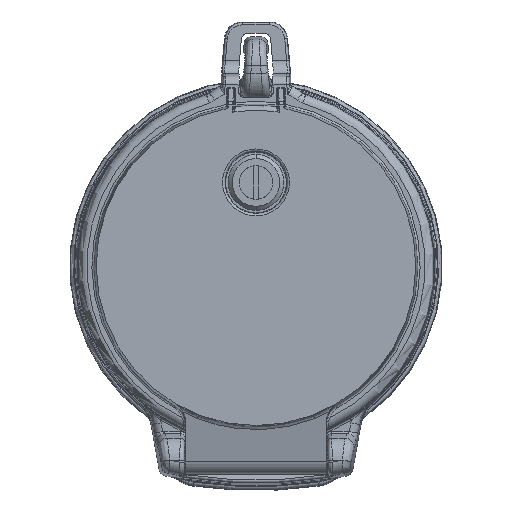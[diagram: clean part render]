
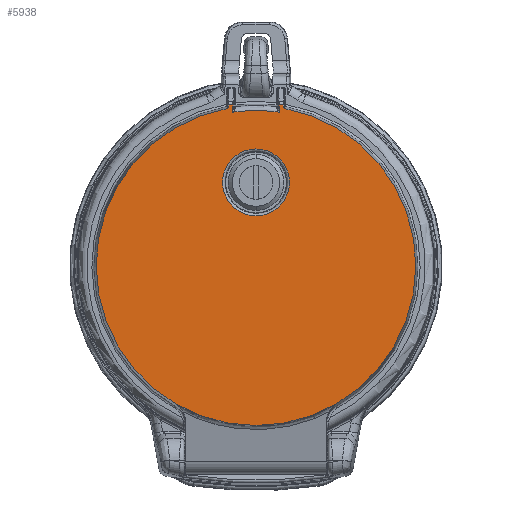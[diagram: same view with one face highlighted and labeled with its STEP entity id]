
A CAD part, top view. The second image highlights one B-rep face of the part: STEP entity #5938.
In plain terms, the highlighted planar face has unit normal (0, 0, 1).
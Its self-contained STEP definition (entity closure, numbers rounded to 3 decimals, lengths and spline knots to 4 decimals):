
#5938=ADVANCED_FACE('',(#9065,#9066),#7455,.T.);
#7455=PLANE('',#43977);
#8538=B_SPLINE_CURVE_WITH_KNOTS('',3,(#84725,#84726,#84727,#84728,#84729,
#84730,#84731,#84732,#84733,#84734,#84735,#84736,#84737,#84738,#84739,#84740),
 .UNSPECIFIED.,.F.,.F.,(4,3,3,3,3,4),(0.,0.0052,0.0799,
0.5099,0.754,1.),.UNSPECIFIED.);
#8539=B_SPLINE_CURVE_WITH_KNOTS('',3,(#84742,#84743,#84744,#84745,#84746,
#84747,#84748,#84749,#84750,#84751,#84752,#84753,#84754,#84755,#84756,#84757),
 .UNSPECIFIED.,.F.,.F.,(4,3,3,3,3,4),(0.,0.246,0.4901,
0.9201,0.9948,1.),.UNSPECIFIED.);
#9065=FACE_BOUND('',#10647,.T.);
#9066=FACE_BOUND('',#10648,.T.);
#10647=EDGE_LOOP('',(#26247,#26248,#26249,#26250,#26251,#26252,#26253,#26254,
#26255,#26256));
#10648=EDGE_LOOP('',(#26257));
#13694=LINE('',#84759,#17299);
#13695=LINE('',#84761,#17300);
#13696=LINE('',#84763,#17301);
#13697=LINE('',#84767,#17302);
#13698=LINE('',#84769,#17303);
#13699=LINE('',#84771,#17304);
#17299=VECTOR('',#51236,1.);
#17300=VECTOR('',#51237,1.);
#17301=VECTOR('',#51238,1.);
#17302=VECTOR('',#51241,1.);
#17303=VECTOR('',#51242,1.);
#17304=VECTOR('',#51243,1.);
#26247=ORIENTED_EDGE('',*,*,#38764,.T.);
#26248=ORIENTED_EDGE('',*,*,#38467,.F.);
#26249=ORIENTED_EDGE('',*,*,#38765,.T.);
#26250=ORIENTED_EDGE('',*,*,#38766,.T.);
#26251=ORIENTED_EDGE('',*,*,#38767,.T.);
#26252=ORIENTED_EDGE('',*,*,#38768,.T.);
#26253=ORIENTED_EDGE('',*,*,#38769,.T.);
#26254=ORIENTED_EDGE('',*,*,#38770,.T.);
#26255=ORIENTED_EDGE('',*,*,#38771,.T.);
#26256=ORIENTED_EDGE('',*,*,#38772,.T.);
#26257=ORIENTED_EDGE('',*,*,#38773,.T.);
#33304=VERTEX_POINT('',#83042);
#33305=VERTEX_POINT('',#83043);
#33492=VERTEX_POINT('',#84741);
#33493=VERTEX_POINT('',#84758);
#33494=VERTEX_POINT('',#84760);
#33495=VERTEX_POINT('',#84762);
#33496=VERTEX_POINT('',#84764);
#33497=VERTEX_POINT('',#84766);
#33498=VERTEX_POINT('',#84768);
#33499=VERTEX_POINT('',#84770);
#33500=VERTEX_POINT('',#84773);
#38467=EDGE_CURVE('',#33304,#33305,#41556,.T.);
#38764=EDGE_CURVE('',#33492,#33305,#8538,.T.);
#38765=EDGE_CURVE('',#33304,#33493,#8539,.T.);
#38766=EDGE_CURVE('',#33493,#33494,#13694,.T.);
#38767=EDGE_CURVE('',#33494,#33495,#13695,.T.);
#38768=EDGE_CURVE('',#33495,#33496,#13696,.T.);
#38769=EDGE_CURVE('',#33496,#33497,#41640,.T.);
#38770=EDGE_CURVE('',#33497,#33498,#13697,.T.);
#38771=EDGE_CURVE('',#33498,#33499,#13698,.T.);
#38772=EDGE_CURVE('',#33499,#33492,#13699,.T.);
#38773=EDGE_CURVE('',#33500,#33500,#41641,.T.);
#41556=CIRCLE('',#43780,2.25);
#41640=CIRCLE('',#43975,2.1859);
#41641=CIRCLE('',#43976,0.471);
#43780=AXIS2_PLACEMENT_3D('',#83041,#50755,#50756);
#43975=AXIS2_PLACEMENT_3D('',#84765,#51239,#51240);
#43976=AXIS2_PLACEMENT_3D('',#84772,#51244,#51245);
#43977=AXIS2_PLACEMENT_3D('',#84774,#51246,#51247);
#50755=DIRECTION('',(0.,0.,-1.));
#50756=DIRECTION('',(1.,0.,0.));
#51236=DIRECTION('',(0.,1.,0.));
#51237=DIRECTION('',(-1.,0.,0.));
#51238=DIRECTION('',(0.,-1.,0.));
#51239=DIRECTION('',(0.,0.,1.));
#51240=DIRECTION('',(1.,0.,0.));
#51241=DIRECTION('',(0.,1.,0.));
#51242=DIRECTION('',(-1.,0.,0.));
#51243=DIRECTION('',(0.,-1.,0.));
#51244=DIRECTION('',(0.,0.,-1.));
#51245=DIRECTION('',(1.,0.,0.));
#51246=DIRECTION('',(0.,0.,1.));
#51247=DIRECTION('',(1.,0.,0.));
#83041=CARTESIAN_POINT('',(0.,0.,0.5975));
#83042=CARTESIAN_POINT('',(0.4069,2.2129,0.5975));
#83043=CARTESIAN_POINT('',(-0.4069,2.2129,0.5975));
#84725=CARTESIAN_POINT('',(-0.3829,2.2358,0.5975));
#84726=CARTESIAN_POINT('',(-0.383,2.2357,0.5975));
#84727=CARTESIAN_POINT('',(-0.383,2.2357,0.5975));
#84728=CARTESIAN_POINT('',(-0.383,2.2356,0.5975));
#84729=CARTESIAN_POINT('',(-0.3834,2.2348,0.5975));
#84730=CARTESIAN_POINT('',(-0.3838,2.2341,0.5975));
#84731=CARTESIAN_POINT('',(-0.3842,2.2333,0.5975));
#84732=CARTESIAN_POINT('',(-0.3865,2.229,0.5975));
#84733=CARTESIAN_POINT('',(-0.3891,2.2246,0.5975));
#84734=CARTESIAN_POINT('',(-0.3925,2.2211,0.5975));
#84735=CARTESIAN_POINT('',(-0.3944,2.2191,0.5975));
#84736=CARTESIAN_POINT('',(-0.3966,2.2172,0.5975));
#84737=CARTESIAN_POINT('',(-0.399,2.2158,0.5975));
#84738=CARTESIAN_POINT('',(-0.4015,2.2144,0.5975));
#84739=CARTESIAN_POINT('',(-0.4042,2.2134,0.5975));
#84740=CARTESIAN_POINT('',(-0.4069,2.2129,0.5975));
#84741=CARTESIAN_POINT('',(-0.3829,2.2358,0.5975));
#84742=CARTESIAN_POINT('',(0.4069,2.2129,0.5975));
#84743=CARTESIAN_POINT('',(0.4042,2.2134,0.5975));
#84744=CARTESIAN_POINT('',(0.4015,2.2144,0.5975));
#84745=CARTESIAN_POINT('',(0.399,2.2158,0.5975));
#84746=CARTESIAN_POINT('',(0.3966,2.2172,0.5975));
#84747=CARTESIAN_POINT('',(0.3944,2.2191,0.5975));
#84748=CARTESIAN_POINT('',(0.3925,2.2211,0.5975));
#84749=CARTESIAN_POINT('',(0.3891,2.2246,0.5975));
#84750=CARTESIAN_POINT('',(0.3865,2.229,0.5975));
#84751=CARTESIAN_POINT('',(0.3842,2.2333,0.5975));
#84752=CARTESIAN_POINT('',(0.3838,2.2341,0.5975));
#84753=CARTESIAN_POINT('',(0.3834,2.2348,0.5975));
#84754=CARTESIAN_POINT('',(0.383,2.2356,0.5975));
#84755=CARTESIAN_POINT('',(0.383,2.2357,0.5975));
#84756=CARTESIAN_POINT('',(0.383,2.2357,0.5975));
#84757=CARTESIAN_POINT('',(0.3829,2.2358,0.5975));
#84758=CARTESIAN_POINT('',(0.3829,2.2358,0.5975));
#84759=CARTESIAN_POINT('',(0.3829,0.,0.5975));
#84760=CARTESIAN_POINT('',(0.3829,2.2629,0.5975));
#84761=CARTESIAN_POINT('',(0.,2.2629,0.5975));
#84762=CARTESIAN_POINT('',(0.3253,2.2629,0.5975));
#84763=CARTESIAN_POINT('',(0.3253,2.163,0.5975));
#84764=CARTESIAN_POINT('',(0.3253,2.1615,0.5975));
#84765=CARTESIAN_POINT('',(0.,0.,0.5975));
#84766=CARTESIAN_POINT('',(-0.3253,2.1615,0.5975));
#84767=CARTESIAN_POINT('',(-0.3253,0.,0.5975));
#84768=CARTESIAN_POINT('',(-0.3253,2.2629,0.5975));
#84769=CARTESIAN_POINT('',(0.,2.2629,0.5975));
#84770=CARTESIAN_POINT('',(-0.3829,2.2629,0.5975));
#84771=CARTESIAN_POINT('',(-0.3829,2.1503,0.5975));
#84772=CARTESIAN_POINT('',(0.,1.1725,0.5975));
#84773=CARTESIAN_POINT('',(0.471,1.1725,0.5975));
#84774=CARTESIAN_POINT('',(0.,0.,0.5975));
